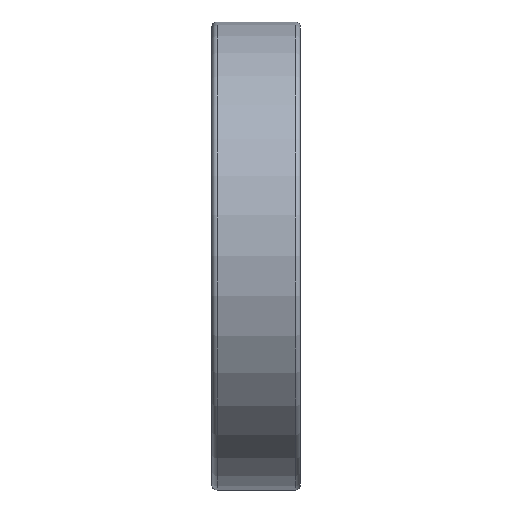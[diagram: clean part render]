
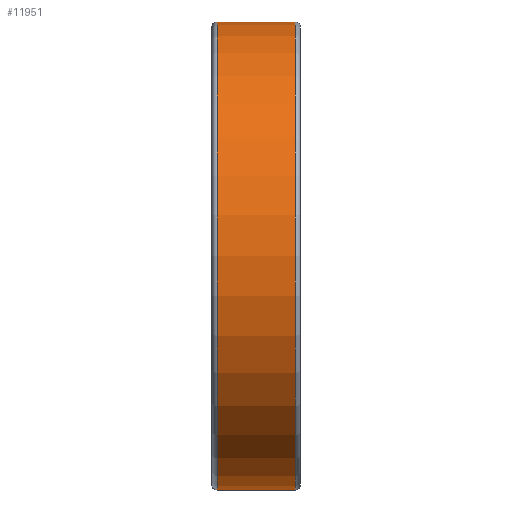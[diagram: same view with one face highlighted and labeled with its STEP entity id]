
A CAD part, top view. The second image highlights one B-rep face of the part: STEP entity #11951.
In plain terms, the highlighted cylindrical face has radius 47.5 mm (diameter 95 mm), a partial arc.
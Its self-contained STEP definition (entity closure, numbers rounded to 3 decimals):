
#3004=CARTESIAN_POINT('',(-7.9,0.,0.));
#3005=DIRECTION('',(1.,0.,0.));
#3006=DIRECTION('',(0.,1.,0.));
#3007=AXIS2_PLACEMENT_3D('',#3004,#3005,#3006);
#3012=CARTESIAN_POINT('',(8.,0.,0.));
#3013=DIRECTION('',(1.,0.,0.));
#3014=DIRECTION('',(0.,1.,0.));
#3015=AXIS2_PLACEMENT_3D('',#3012,#3013,#3014);
#3028=DIRECTION('',(-1.,0.,0.));
#3029=VECTOR('',#3028,15.9);
#3030=CARTESIAN_POINT('',(8.,-47.5,0.));
#3031=LINE('',#3030,#3029);
#3043=DIRECTION('',(-1.,0.,0.));
#3044=VECTOR('',#3043,15.9);
#3045=CARTESIAN_POINT('',(8.,47.5,0.));
#3046=LINE('',#3045,#3044);
#9241=CARTESIAN_POINT('',(-7.9,47.5,0.));
#9242=CARTESIAN_POINT('',(-7.9,-47.5,0.));
#9243=VERTEX_POINT('',#9241);
#9244=VERTEX_POINT('',#9242);
#9245=CARTESIAN_POINT('',(8.,47.5,0.));
#9246=CARTESIAN_POINT('',(8.,-47.5,0.));
#9247=VERTEX_POINT('',#9245);
#9248=VERTEX_POINT('',#9246);
#11937=CARTESIAN_POINT('',(-9.9,0.,0.));
#11938=DIRECTION('',(1.,0.,0.));
#11939=DIRECTION('',(0.,-1.,0.));
#11940=AXIS2_PLACEMENT_3D('',#11937,#11938,#11939);
#11941=CYLINDRICAL_SURFACE('',#11940,47.5);
#11942=ORIENTED_EDGE('',*,*,#11927,.F.);
#11944=ORIENTED_EDGE('',*,*,#11943,.F.);
#11946=ORIENTED_EDGE('',*,*,#11945,.T.);
#11948=ORIENTED_EDGE('',*,*,#11947,.T.);
#11949=EDGE_LOOP('',(#11942,#11944,#11946,#11948));
#11950=FACE_OUTER_BOUND('',#11949,.F.);
#3008=CIRCLE('',#3007,47.5);
#3016=CIRCLE('',#3015,47.5);
#11927=EDGE_CURVE('',#9243,#9244,#3008,.T.);
#11943=EDGE_CURVE('',#9247,#9243,#3046,.T.);
#11945=EDGE_CURVE('',#9247,#9248,#3016,.T.);
#11947=EDGE_CURVE('',#9248,#9244,#3031,.T.);
#11951=ADVANCED_FACE('',(#11950),#11941,.T.);
